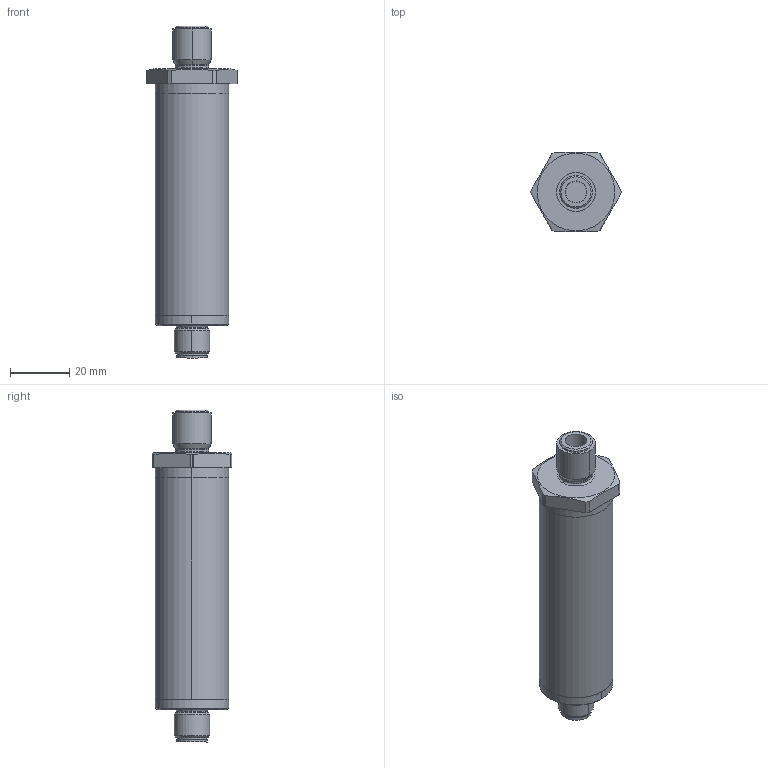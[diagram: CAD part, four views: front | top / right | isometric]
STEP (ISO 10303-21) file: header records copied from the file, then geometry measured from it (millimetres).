
FILE_DESCRIPTION(('STEP AP214'),'1');
FILE_NAME('TPUSB.stp','2017-04-18T09:37:56',(' '),(' '),'Spatial InterOp 3D',' ',' ');
FILE_SCHEMA(('automotive_design'));
Length unit declared in the file: millimetre
Products named in the file (5): TPUSB; TUBO_LDTR07; Pin holder; Process coupling
Assembly tree (4 placements, depth 2):
  TPUSB
    TPUSB
    TUBO_LDTR07
    Pin holder
    Process coupling
Bounding box: 30.5 x 27 x 112.5 mm (x, y, z)
Volume: 43982.8 mm3; surface area: 23729.4 mm2
Topology: 9 solids, 11 shells, 142 faces, 327 edges, 221 vertices
Faces by surface type: cylinder 71, plane 41, torus 18, cone 12
Entity records: 5462 total; most frequent: DIRECTION 824, CARTESIAN_POINT 707, ORIENTED_EDGE 642, AXIS2_PLACEMENT_3D 358, EDGE_CURVE 325, VERTEX_POINT 217, CIRCLE 211, EDGE_LOOP 170
